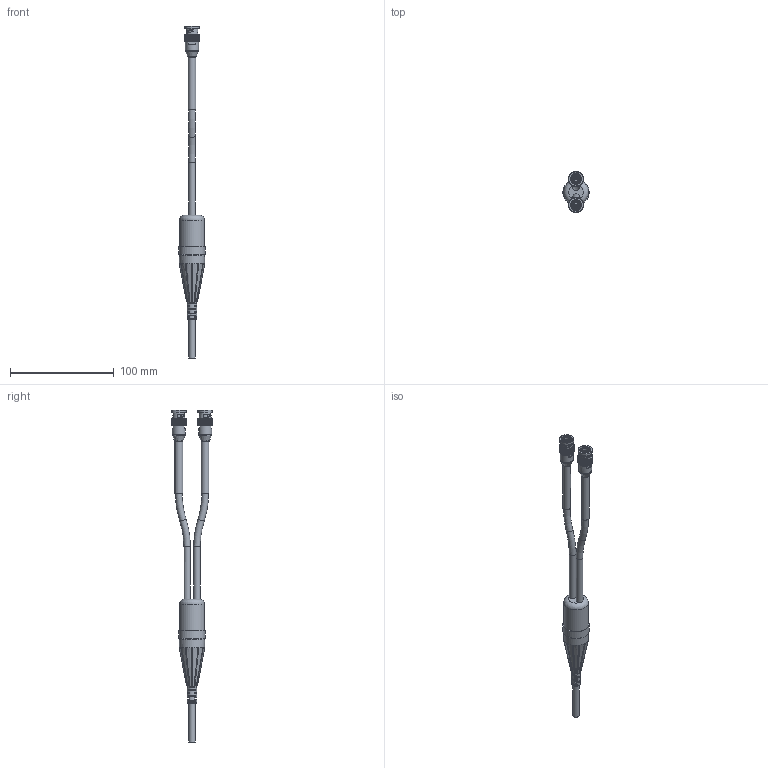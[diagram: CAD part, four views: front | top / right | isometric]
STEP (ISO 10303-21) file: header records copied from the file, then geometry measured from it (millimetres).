
FILE_DESCRIPTION(/* description */ (''),/* implementation_level */ '2;1');
FILE_NAME(/* name */ 'F2C.stp',/* time_stamp */ '2017-04-28T08:48:22-04:00',/* author */ ('aneininger'),/* organization */ ('CONNECTION TECHNOLOGY CENTER'),/* preprocessor_version */ 'ST-DEVELOPER v16.5',/* originating_system */ 'Autodesk Inventor 2017',/* authorisation */ '');
FILE_SCHEMA (('AUTOMOTIVE_DESIGN { 1 0 10303 214 3 1 1 }'));
Length unit declared in the file: inch
Products named in the file (1): Part3
Bounding box: 25.4 x 39.89 x 320.29 mm (x, y, z)
Volume: 49390.3 mm3; surface area: 18527.2 mm2
Topology: 1 solids, 1 shells, 1046 faces, 2891 edges, 1872 vertices
Faces by surface type: plane 467, cylinder 413, bspline 96, torus 60, cone 10
Full cylindrical faces by diameter (mm): 1.981 x2, 2.032 x2, 4.953 x2, 6.223 x1, 6.35 x2, 7.239 x1, 7.493 x1, 8.89 x1, 9.944 x2, 11.303 x2, 12.7 x4, 13.843 x2, 23.876 x1, 24.13 x1, 25.4 x1
Entity records: 41206 total; most frequent: CARTESIAN_POINT 14362, ORIENTED_EDGE 5642, DIRECTION 5092, EDGE_CURVE 2821, AXIS2_PLACEMENT_3D 1938, VERTEX_POINT 1853, LINE 1216, VECTOR 1216
